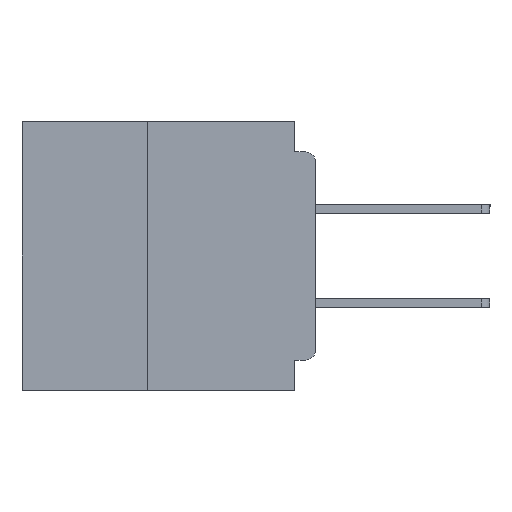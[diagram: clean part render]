
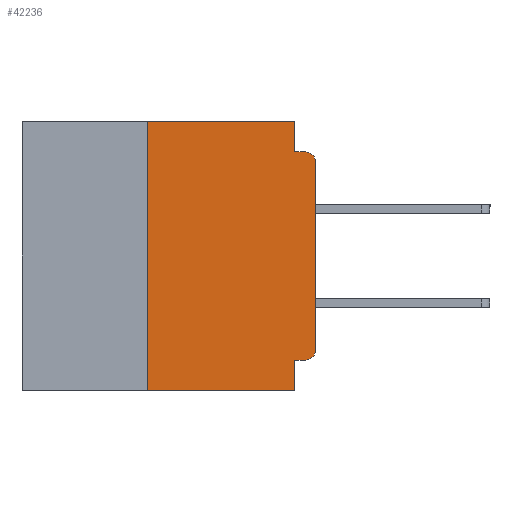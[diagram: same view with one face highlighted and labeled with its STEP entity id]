
A CAD part, left-side view. The second image highlights one B-rep face of the part: STEP entity #42236.
In plain terms, the highlighted planar face has unit normal (-1, 0, 0).
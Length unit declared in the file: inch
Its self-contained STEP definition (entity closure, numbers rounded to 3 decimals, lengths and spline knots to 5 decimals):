
#203 = VECTOR ( 'NONE', #46830, 39.37008 ) ;
#1059 = DIRECTION ( 'NONE',  ( 0., 0., 1. ) ) ;
#1506 = VERTEX_POINT ( 'NONE', #23227 ) ;
#2131 = EDGE_CURVE ( 'NONE', #14690, #13072, #9112, .T. ) ;
#2371 = AXIS2_PLACEMENT_3D ( 'NONE', #39275, #15649, #48813 ) ;
#4872 = FACE_OUTER_BOUND ( 'NONE', #24484, .T. ) ;
#5145 = AXIS2_PLACEMENT_3D ( 'NONE', #18437, #51606, #23214 ) ;
#5793 = LINE ( 'NONE', #27102, #15550 ) ;
#6085 = CARTESIAN_POINT ( 'NONE',  ( 0., 0.25, 0. ) ) ;
#6931 = ORIENTED_EDGE ( 'NONE', *, *, #20771, .T. ) ;
#7012 = CARTESIAN_POINT ( 'NONE',  ( 0., 0.031, 0. ) ) ;
#7274 = CARTESIAN_POINT ( 'NONE',  ( 0., 0., -0.34 ) ) ;
#7954 = DIRECTION ( 'NONE',  ( 0., 1., 0. ) ) ;
#8037 = VECTOR ( 'NONE', #38875, 39.37008 ) ;
#8980 = EDGE_CURVE ( 'NONE', #46685, #1506, #13363, .T. ) ;
#9112 = LINE ( 'NONE', #10695, #32914 ) ;
#9266 = EDGE_CURVE ( 'NONE', #24923, #29668, #20761, .T. ) ;
#10316 = EDGE_CURVE ( 'NONE', #13072, #16307, #39948, .T. ) ;
#10401 = CARTESIAN_POINT ( 'NONE',  ( 0., 0.031, -0.045 ) ) ;
#10695 = CARTESIAN_POINT ( 'NONE',  ( 0., 0., 0. ) ) ;
#12808 = DIRECTION ( 'NONE',  ( -1., 0., 0. ) ) ;
#12865 = LINE ( 'NONE', #18405, #203 ) ;
#12956 = DIRECTION ( 'NONE',  ( 0., 0., -1. ) ) ;
#13072 = VERTEX_POINT ( 'NONE', #57938 ) ;
#13363 = LINE ( 'NONE', #46164, #49730 ) ;
#13924 = CARTESIAN_POINT ( 'NONE',  ( 0., 0.031, -0.355 ) ) ;
#14330 = VECTOR ( 'NONE', #7954, 39.37008 ) ;
#14690 = VERTEX_POINT ( 'NONE', #7274 ) ;
#15550 = VECTOR ( 'NONE', #55761, 39.37008 ) ;
#15649 = DIRECTION ( 'NONE',  ( 1., 0., 0. ) ) ;
#16307 = VERTEX_POINT ( 'NONE', #53255 ) ;
#17632 = VECTOR ( 'NONE', #35225, 39.37008 ) ;
#18405 = CARTESIAN_POINT ( 'NONE',  ( 0., 0.437, 0. ) ) ;
#18437 = CARTESIAN_POINT ( 'NONE',  ( 0., 0.015, -0.34 ) ) ;
#20263 = VERTEX_POINT ( 'NONE', #21632 ) ;
#20481 = ORIENTED_EDGE ( 'NONE', *, *, #2131, .T. ) ;
#20761 = LINE ( 'NONE', #52973, #8037 ) ;
#20771 = EDGE_CURVE ( 'NONE', #20799, #1506, #34220, .T. ) ;
#20799 = VERTEX_POINT ( 'NONE', #35209 ) ;
#21432 = ORIENTED_EDGE ( 'NONE', *, *, #10316, .T. ) ;
#21632 = CARTESIAN_POINT ( 'NONE',  ( 0., 0.015, -0.355 ) ) ;
#23214 = DIRECTION ( 'NONE',  ( 0., 0., -1. ) ) ;
#23227 = CARTESIAN_POINT ( 'NONE',  ( 0., 0.031, -0.4 ) ) ;
#24484 = EDGE_LOOP ( 'NONE', ( #20481, #21432, #25331, #41909, #43378, #40853, #6931, #55873, #44225, #56728 ) ) ;
#24923 = VERTEX_POINT ( 'NONE', #7012 ) ;
#25331 = ORIENTED_EDGE ( 'NONE', *, *, #38863, .F. ) ;
#25637 = AXIS2_PLACEMENT_3D ( 'NONE', #41254, #12808, #46013 ) ;
#27102 = CARTESIAN_POINT ( 'NONE',  ( 0., 0., -0.045 ) ) ;
#29668 = VERTEX_POINT ( 'NONE', #10401 ) ;
#30457 = CARTESIAN_POINT ( 'NONE',  ( 0., 0.25, -0.4 ) ) ;
#32751 = VECTOR ( 'NONE', #58517, 39.37008 ) ;
#32914 = VECTOR ( 'NONE', #1059, 39.37008 ) ;
#34220 = LINE ( 'NONE', #39411, #32751 ) ;
#34465 = PLANE ( 'NONE',  #2371 ) ;
#35209 = CARTESIAN_POINT ( 'NONE',  ( 0., 0.25, -0.4 ) ) ;
#35225 = DIRECTION ( 'NONE',  ( 0., 0., 1. ) ) ;
#38863 = EDGE_CURVE ( 'NONE', #29668, #16307, #5793, .T. ) ;
#38875 = DIRECTION ( 'NONE',  ( 0., 0., -1. ) ) ;
#39275 = CARTESIAN_POINT ( 'NONE',  ( 0., 0.437, 0. ) ) ;
#39411 = CARTESIAN_POINT ( 'NONE',  ( 0., 0.437, -0.4 ) ) ;
#39948 = CIRCLE ( 'NONE', #25637, 0.015 ) ;
#40853 = ORIENTED_EDGE ( 'NONE', *, *, #41091, .F. ) ;
#41091 = EDGE_CURVE ( 'NONE', #20799, #44625, #44345, .T. ) ;
#41254 = CARTESIAN_POINT ( 'NONE',  ( 0., 0.015, -0.06 ) ) ;
#41909 = ORIENTED_EDGE ( 'NONE', *, *, #9266, .F. ) ;
#42236 = ADVANCED_FACE ( 'NONE', ( #4872 ), #34465, .F. ) ;
#43234 = EDGE_CURVE ( 'NONE', #20263, #14690, #59037, .T. ) ;
#43378 = ORIENTED_EDGE ( 'NONE', *, *, #55575, .F. ) ;
#44225 = ORIENTED_EDGE ( 'NONE', *, *, #59346, .F. ) ;
#44345 = LINE ( 'NONE', #30457, #17632 ) ;
#44625 = VERTEX_POINT ( 'NONE', #6085 ) ;
#46013 = DIRECTION ( 'NONE',  ( 0., 0., -1. ) ) ;
#46164 = CARTESIAN_POINT ( 'NONE',  ( 0., 0.031, -0.4 ) ) ;
#46685 = VERTEX_POINT ( 'NONE', #13924 ) ;
#46830 = DIRECTION ( 'NONE',  ( 0., -1., 0. ) ) ;
#48813 = DIRECTION ( 'NONE',  ( 0., 0., -1. ) ) ;
#49730 = VECTOR ( 'NONE', #12956, 39.37008 ) ;
#51606 = DIRECTION ( 'NONE',  ( -1., 0., 0. ) ) ;
#52164 = LINE ( 'NONE', #55358, #14330 ) ;
#52973 = CARTESIAN_POINT ( 'NONE',  ( 0., 0.031, 0. ) ) ;
#53255 = CARTESIAN_POINT ( 'NONE',  ( 0., 0.015, -0.045 ) ) ;
#55358 = CARTESIAN_POINT ( 'NONE',  ( 0., 0., -0.355 ) ) ;
#55575 = EDGE_CURVE ( 'NONE', #44625, #24923, #12865, .T. ) ;
#55761 = DIRECTION ( 'NONE',  ( 0., -1., 0. ) ) ;
#55873 = ORIENTED_EDGE ( 'NONE', *, *, #8980, .F. ) ;
#56728 = ORIENTED_EDGE ( 'NONE', *, *, #43234, .T. ) ;
#57938 = CARTESIAN_POINT ( 'NONE',  ( 0., 0., -0.06 ) ) ;
#58517 = DIRECTION ( 'NONE',  ( 0., -1., 0. ) ) ;
#59037 = CIRCLE ( 'NONE', #5145, 0.015 ) ;
#59346 = EDGE_CURVE ( 'NONE', #20263, #46685, #52164, .T. ) ;
